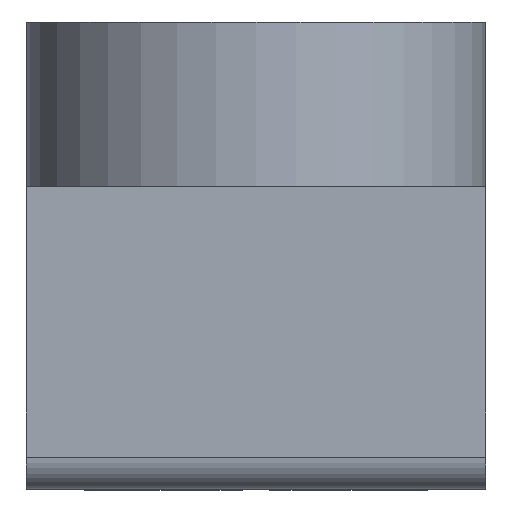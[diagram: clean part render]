
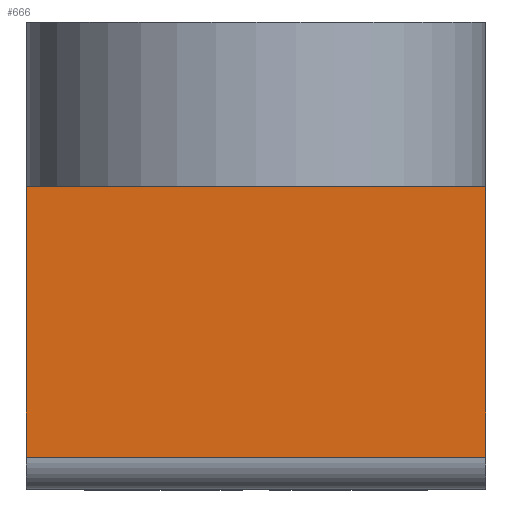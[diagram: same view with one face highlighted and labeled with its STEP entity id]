
A CAD part, left-side view. The second image highlights one B-rep face of the part: STEP entity #666.
In plain terms, the highlighted planar face has unit normal (-1, 0, 0).
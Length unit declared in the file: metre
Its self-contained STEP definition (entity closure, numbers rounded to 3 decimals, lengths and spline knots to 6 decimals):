
#21=PLANE('',#724);
#136=ORIENTED_EDGE('',*,*,#317,.F.);
#137=ORIENTED_EDGE('',*,*,#318,.F.);
#138=ORIENTED_EDGE('',*,*,#319,.T.);
#139=ORIENTED_EDGE('',*,*,#298,.T.);
#298=EDGE_CURVE('',#391,#390,#453,.T.);
#317=EDGE_CURVE('',#406,#390,#465,.T.);
#318=EDGE_CURVE('',#407,#406,#466,.T.);
#319=EDGE_CURVE('',#407,#391,#467,.T.);
#390=VERTEX_POINT('',#1124);
#391=VERTEX_POINT('',#1126);
#406=VERTEX_POINT('',#1162);
#407=VERTEX_POINT('',#1164);
#453=LINE('',#1125,#516);
#465=LINE('',#1161,#528);
#466=LINE('',#1163,#529);
#467=LINE('',#1165,#530);
#516=VECTOR('',#818,1.);
#528=VECTOR('',#848,1.);
#529=VECTOR('',#849,1.);
#530=VECTOR('',#850,1.);
#565=EDGE_LOOP('',(#136,#137,#138,#139));
#608=FACE_BOUND('',#565,.T.);
#666=ADVANCED_FACE('',(#608),#21,.F.);
#724=AXIS2_PLACEMENT_3D('',#1160,#846,#847);
#818=DIRECTION('',(0.,0.,1.));
#846=DIRECTION('',(1.,0.,0.));
#847=DIRECTION('',(0.,0.,-1.));
#848=DIRECTION('',(0.,-1.,0.));
#849=DIRECTION('',(0.,0.,1.));
#850=DIRECTION('',(0.,-1.,0.));
#1124=CARTESIAN_POINT('',(-0.01965,-0.008,0.01705));
#1125=CARTESIAN_POINT('',(-0.01965,-0.008,0.012425));
#1126=CARTESIAN_POINT('',(-0.01965,-0.008,0.0088));
#1160=CARTESIAN_POINT('',(-0.01965,0.000002,0.012425));
#1161=CARTESIAN_POINT('',(-0.01965,0.000002,0.01705));
#1162=CARTESIAN_POINT('',(-0.01965,0.006,0.01705));
#1163=CARTESIAN_POINT('',(-0.01965,0.006,0.012425));
#1164=CARTESIAN_POINT('',(-0.01965,0.006,0.0088));
#1165=CARTESIAN_POINT('',(-0.01965,0.000002,0.0088));
